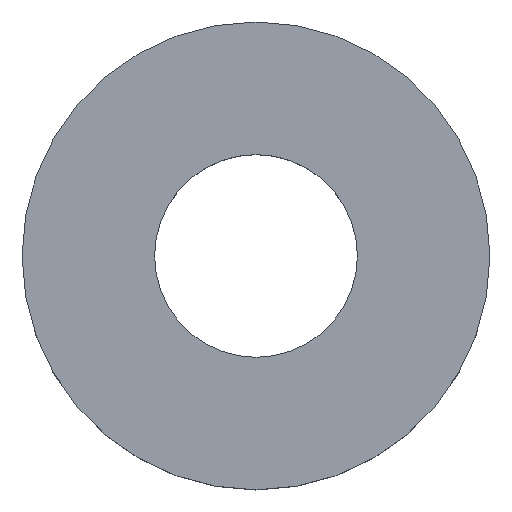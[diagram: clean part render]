
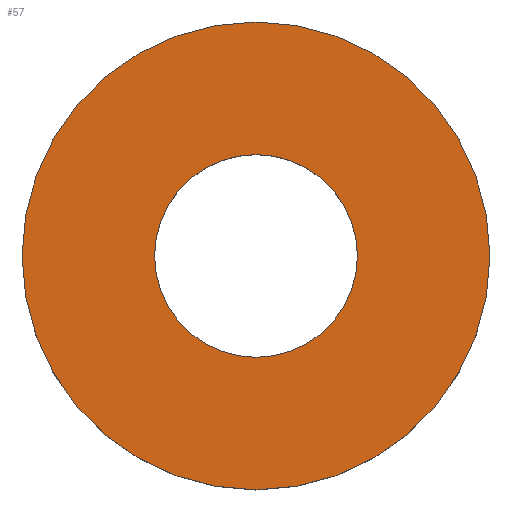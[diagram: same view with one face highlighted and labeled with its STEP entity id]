
A CAD part, top view. The second image highlights one B-rep face of the part: STEP entity #57.
In plain terms, the highlighted planar face has unit normal (0, 0, 1).
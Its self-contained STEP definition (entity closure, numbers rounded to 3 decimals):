
#1 = DIRECTION ( 'NONE',  ( 0., 0., 1. ) ) ;
#7 = AXIS2_PLACEMENT_3D ( 'NONE', #213, #112, #195 ) ;
#9 = CARTESIAN_POINT ( 'NONE',  ( 0., 0., 6. ) ) ;
#17 = VERTEX_POINT ( 'NONE', #25 ) ;
#20 = AXIS2_PLACEMENT_3D ( 'NONE', #99, #119, #166 ) ;
#25 = CARTESIAN_POINT ( 'NONE',  ( 6.5, 0., 6. ) ) ;
#27 = EDGE_CURVE ( 'NONE', #170, #68, #75, .T. ) ;
#36 = EDGE_CURVE ( 'NONE', #17, #185, #117, .T. ) ;
#37 = AXIS2_PLACEMENT_3D ( 'NONE', #101, #1, #65 ) ;
#42 = DIRECTION ( 'NONE',  ( 0., 0., 1. ) ) ;
#44 = CARTESIAN_POINT ( 'NONE',  ( -15., 0., 6. ) ) ;
#57 = ADVANCED_FACE ( 'NONE', ( #184, #141 ), #192, .T. ) ;
#65 = DIRECTION ( 'NONE',  ( 1., 0., 0. ) ) ;
#66 = EDGE_LOOP ( 'NONE', ( #200, #102 ) ) ;
#68 = VERTEX_POINT ( 'NONE', #44 ) ;
#74 = ORIENTED_EDGE ( 'NONE', *, *, #36, .F. ) ;
#75 = CIRCLE ( 'NONE', #7, 15. ) ;
#76 = CARTESIAN_POINT ( 'NONE',  ( -6.5, 0., 6. ) ) ;
#94 = DIRECTION ( 'NONE',  ( 1., 0., 0. ) ) ;
#99 = CARTESIAN_POINT ( 'NONE',  ( 0., 0., 6. ) ) ;
#101 = CARTESIAN_POINT ( 'NONE',  ( 0., 0., 6. ) ) ;
#102 = ORIENTED_EDGE ( 'NONE', *, *, #27, .T. ) ;
#106 = AXIS2_PLACEMENT_3D ( 'NONE', #9, #42, #110 ) ;
#110 = DIRECTION ( 'NONE',  ( 1., 0., 0. ) ) ;
#112 = DIRECTION ( 'NONE',  ( 0., 0., 1. ) ) ;
#114 = EDGE_CURVE ( 'NONE', #68, #170, #133, .T. ) ;
#117 = CIRCLE ( 'NONE', #193, 6.5 ) ;
#119 = DIRECTION ( 'NONE',  ( 0., 0., 1. ) ) ;
#127 = DIRECTION ( 'NONE',  ( 0., 0., 1. ) ) ;
#133 = CIRCLE ( 'NONE', #37, 15. ) ;
#139 = EDGE_CURVE ( 'NONE', #185, #17, #183, .T. ) ;
#141 = FACE_BOUND ( 'NONE', #186, .T. ) ;
#143 = CARTESIAN_POINT ( 'NONE',  ( 0., 0., 6. ) ) ;
#147 = ORIENTED_EDGE ( 'NONE', *, *, #139, .F. ) ;
#166 = DIRECTION ( 'NONE',  ( 1., 0., 0. ) ) ;
#170 = VERTEX_POINT ( 'NONE', #202 ) ;
#183 = CIRCLE ( 'NONE', #20, 6.5 ) ;
#184 = FACE_OUTER_BOUND ( 'NONE', #66, .T. ) ;
#185 = VERTEX_POINT ( 'NONE', #76 ) ;
#186 = EDGE_LOOP ( 'NONE', ( #147, #74 ) ) ;
#192 = PLANE ( 'NONE',  #106 ) ;
#193 = AXIS2_PLACEMENT_3D ( 'NONE', #143, #127, #94 ) ;
#195 = DIRECTION ( 'NONE',  ( 1., 0., 0. ) ) ;
#200 = ORIENTED_EDGE ( 'NONE', *, *, #114, .T. ) ;
#202 = CARTESIAN_POINT ( 'NONE',  ( 15., 0., 6. ) ) ;
#213 = CARTESIAN_POINT ( 'NONE',  ( 0., 0., 6. ) ) ;
